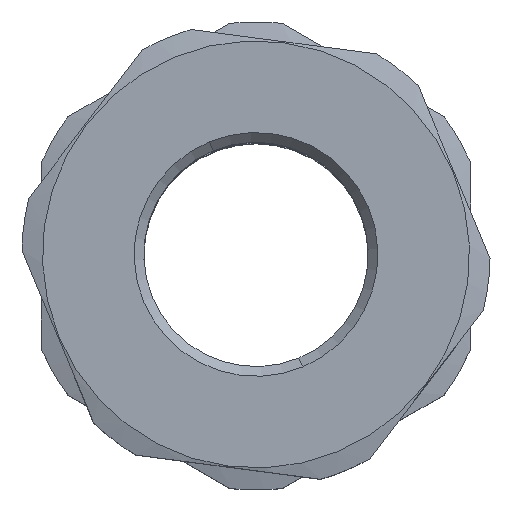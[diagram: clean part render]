
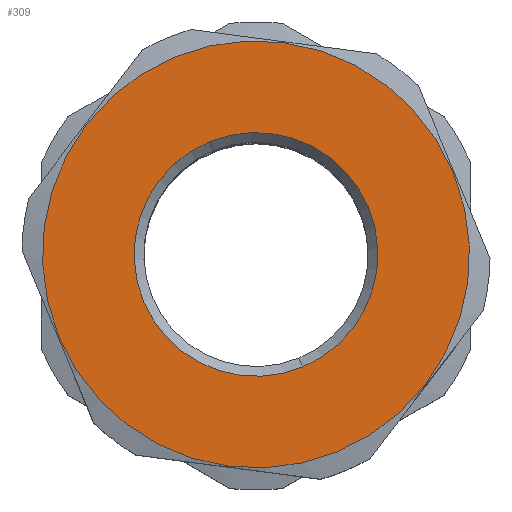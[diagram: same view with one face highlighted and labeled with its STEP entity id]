
A CAD part, top view. The second image highlights one B-rep face of the part: STEP entity #309.
In plain terms, the highlighted planar face has unit normal (0, 0, 1).
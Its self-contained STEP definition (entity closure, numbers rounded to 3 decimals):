
#63 = CIRCLE ( 'NONE', #1454, 6.25 ) ;
#76 = CARTESIAN_POINT ( 'NONE',  ( 0., 0., 5. ) ) ;
#80 = EDGE_CURVE ( 'NONE', #793, #885, #648, .T. ) ;
#152 = DIRECTION ( 'NONE',  ( -0.383, 0.924, 0. ) ) ;
#181 = ORIENTED_EDGE ( 'NONE', *, *, #1320, .F. ) ;
#225 = FACE_BOUND ( 'NONE', #1990, .T. ) ;
#241 = AXIS2_PLACEMENT_3D ( 'NONE', #1663, #1622, #1929 ) ;
#309 = ADVANCED_FACE ( 'NONE', ( #909, #225 ), #1718, .F. ) ;
#321 = CARTESIAN_POINT ( 'NONE',  ( 10.115, 4.194, 5. ) ) ;
#371 = CIRCLE ( 'NONE', #575, 6.25 ) ;
#389 = ORIENTED_EDGE ( 'NONE', *, *, #80, .F. ) ;
#516 = CARTESIAN_POINT ( 'NONE',  ( -10.115, -4.194, 5. ) ) ;
#575 = AXIS2_PLACEMENT_3D ( 'NONE', #2049, #1012, #152 ) ;
#648 = CIRCLE ( 'NONE', #1350, 10.95 ) ;
#685 = CIRCLE ( 'NONE', #241, 10.95 ) ;
#793 = VERTEX_POINT ( 'NONE', #516 ) ;
#808 = DIRECTION ( 'NONE',  ( 0.383, -0.924, 0. ) ) ;
#885 = VERTEX_POINT ( 'NONE', #321 ) ;
#909 = FACE_OUTER_BOUND ( 'NONE', #1815, .T. ) ;
#931 = CARTESIAN_POINT ( 'NONE',  ( 2.394, -5.773, 5. ) ) ;
#943 = DIRECTION ( 'NONE',  ( 0., 0., -1. ) ) ;
#974 = ORIENTED_EDGE ( 'NONE', *, *, #1704, .F. ) ;
#991 = CARTESIAN_POINT ( 'NONE',  ( 0., 0., 5. ) ) ;
#1012 = DIRECTION ( 'NONE',  ( 0., 0., 1. ) ) ;
#1099 = DIRECTION ( 'NONE',  ( -0.924, -0.383, 0. ) ) ;
#1226 = DIRECTION ( 'NONE',  ( 0., 0., -1. ) ) ;
#1263 = CARTESIAN_POINT ( 'NONE',  ( -2.394, 5.773, 5. ) ) ;
#1320 = EDGE_CURVE ( 'NONE', #2053, #1698, #371, .T. ) ;
#1350 = AXIS2_PLACEMENT_3D ( 'NONE', #991, #943, #808 ) ;
#1444 = DIRECTION ( 'NONE',  ( 0., 0., 1. ) ) ;
#1453 = DIRECTION ( 'NONE',  ( -0.383, 0.924, 0. ) ) ;
#1454 = AXIS2_PLACEMENT_3D ( 'NONE', #76, #1444, #1453 ) ;
#1492 = EDGE_CURVE ( 'NONE', #1698, #2053, #63, .T. ) ;
#1601 = ORIENTED_EDGE ( 'NONE', *, *, #1492, .F. ) ;
#1619 = CARTESIAN_POINT ( 'NONE',  ( -2.203, 5.311, 5. ) ) ;
#1622 = DIRECTION ( 'NONE',  ( 0., 0., -1. ) ) ;
#1663 = CARTESIAN_POINT ( 'NONE',  ( 0., 0., 5. ) ) ;
#1698 = VERTEX_POINT ( 'NONE', #1263 ) ;
#1704 = EDGE_CURVE ( 'NONE', #885, #793, #685, .T. ) ;
#1718 = PLANE ( 'NONE',  #1786 ) ;
#1786 = AXIS2_PLACEMENT_3D ( 'NONE', #1619, #1226, #1099 ) ;
#1815 = EDGE_LOOP ( 'NONE', ( #389, #974 ) ) ;
#1929 = DIRECTION ( 'NONE',  ( 0.383, -0.924, 0. ) ) ;
#1990 = EDGE_LOOP ( 'NONE', ( #1601, #181 ) ) ;
#2049 = CARTESIAN_POINT ( 'NONE',  ( 0., 0., 5. ) ) ;
#2053 = VERTEX_POINT ( 'NONE', #931 ) ;
